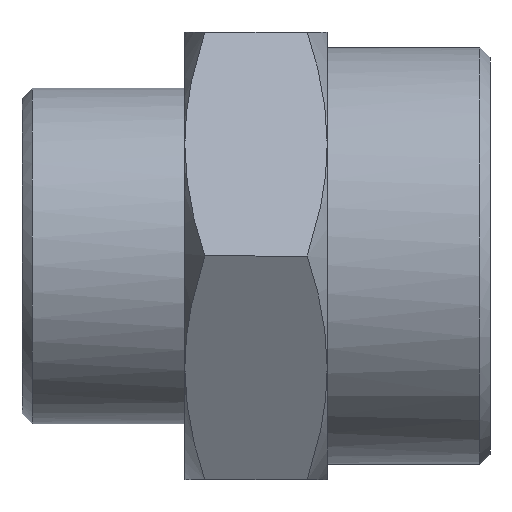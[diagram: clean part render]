
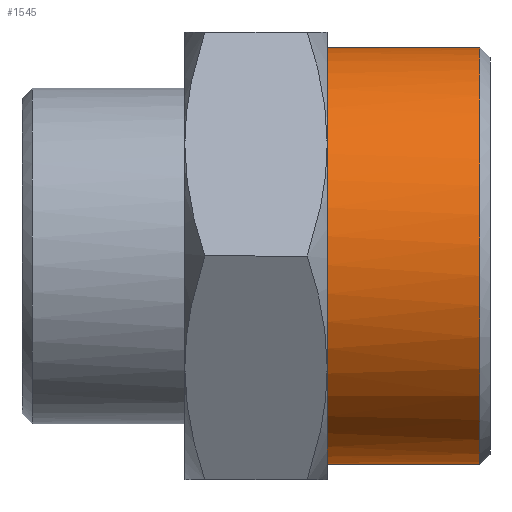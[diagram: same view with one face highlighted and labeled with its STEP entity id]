
A CAD part, left-side view. The second image highlights one B-rep face of the part: STEP entity #1545.
In plain terms, the highlighted free-form (B-spline) face has degree [1, 3] with [2, 4] control points.
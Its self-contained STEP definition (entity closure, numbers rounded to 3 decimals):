
#14 = VERTEX_POINT ( 'NONE', #806 ) ;
#60 = CARTESIAN_POINT ( 'NONE',  ( -10.184, 8., -1.34 ) ) ;
#67 = CARTESIAN_POINT ( 'NONE',  ( -9.727, 8., 3.301 ) ) ;
#77 = CARTESIAN_POINT ( 'NONE',  ( -0.673, 8., -10.25 ) ) ;
#130 = CARTESIAN_POINT ( 'NONE',  ( 0., 8., 10.25 ) ) ;
#137 = CARTESIAN_POINT ( 'NONE',  ( -20.5, 0.5, -10.25 ) ) ;
#215 = CARTESIAN_POINT ( 'NONE',  ( -8.896, 8., 5.135 ) ) ;
#217 = EDGE_CURVE ( 'NONE', #1021, #1284, #1091, .T. ) ;
#223 = CARTESIAN_POINT ( 'NONE',  ( -10.25, 8., 0.673 ) ) ;
#228 = ORIENTED_EDGE ( 'NONE', *, *, #1237, .T. ) ;
#242 = CARTESIAN_POINT ( 'NONE',  ( -1.34, 8., -10.184 ) ) ;
#293 = CARTESIAN_POINT ( 'NONE',  ( 0., 0.5, 10.25 ) ) ;
#371 = CARTESIAN_POINT ( 'NONE',  ( -8.896, 8., -5.135 ) ) ;
#400 = CARTESIAN_POINT ( 'NONE',  ( -6.254, 8., -8.149 ) ) ;
#419 = CARTESIAN_POINT ( 'NONE',  ( -20.5, 0.5, 10.25 ) ) ;
#442 = EDGE_LOOP ( 'NONE', ( #651, #1539, #228, #1921 ) ) ;
#461 = B_SPLINE_CURVE_WITH_KNOTS ( 'NONE', 3,
 ( #1727, #77, #242, #754, #1888, #1218, #1882, #400, #920, #2042, #854, #371, #510, #1660, #1041, #60, #1192, #223, #863, #1166, #67, #1989, #215, #1005, #687, #887, #1022, #1677, #1852, #1480, #2016, #1858, #681, #1500 ),
 .UNSPECIFIED., .F., .F.,
 ( 4, 2, 2, 2, 2, 2, 2, 2, 2, 2, 2, 2, 2, 2, 2, 2, 4 ),
 ( 0., 0.196, 0.393, 0.589, 0.785, 0.982, 1.178, 1.374, 1.571, 1.767, 1.963, 2.16, 2.356, 2.553, 2.749, 2.945, 3.142 ),
 .UNSPECIFIED. ) ;
#510 = CARTESIAN_POINT ( 'NONE',  ( -9.212, 8., -4.544 ) ) ;
#525 = CARTESIAN_POINT ( 'NONE',  ( 0., 0.5, -10.25 ) ) ;
#561 = EDGE_CURVE ( 'NONE', #1021, #14, #461, .T. ) ;
#651 = ORIENTED_EDGE ( 'NONE', *, *, #561, .F. ) ;
#681 = CARTESIAN_POINT ( 'NONE',  ( -0.673, 8., 10.25 ) ) ;
#687 = CARTESIAN_POINT ( 'NONE',  ( -7.724, 8., 6.772 ) ) ;
#750 = CARTESIAN_POINT ( 'NONE',  ( 0., 0.5, -10.25 ) ) ;
#754 = CARTESIAN_POINT ( 'NONE',  ( -2.66, 8., -9.922 ) ) ;
#759 = CARTESIAN_POINT ( 'NONE',  ( 0., 0.5, 10.25 ) ) ;
#806 = CARTESIAN_POINT ( 'NONE',  ( 0., 8., 10.25 ) ) ;
#854 = CARTESIAN_POINT ( 'NONE',  ( -8.149, 8., -6.254 ) ) ;
#863 = CARTESIAN_POINT ( 'NONE',  ( -10.184, 8., 1.34 ) ) ;
#887 = CARTESIAN_POINT ( 'NONE',  ( -6.772, 8., 7.724 ) ) ;
#917 = FACE_OUTER_BOUND ( 'NONE', #442, .T. ) ;
#920 = CARTESIAN_POINT ( 'NONE',  ( -6.772, 8., -7.724 ) ) ;
#930 = CARTESIAN_POINT ( 'NONE',  ( -20.5, 0.5, -10.25 ) ) ;
#1005 = CARTESIAN_POINT ( 'NONE',  ( -8.149, 8., 6.254 ) ) ;
#1017 =( BOUNDED_CURVE ( )  B_SPLINE_CURVE ( 3, ( #1565, #930, #419, #759 ),
 .UNSPECIFIED., .F., .T. ) 
 B_SPLINE_CURVE_WITH_KNOTS ( ( 4, 4 ),
 ( -3.142, 0. ),
 .UNSPECIFIED. ) 
 CURVE ( )  GEOMETRIC_REPRESENTATION_ITEM ( )  RATIONAL_B_SPLINE_CURVE ( ( 1., 0.333, 0.333, 1. ) ) 
 REPRESENTATION_ITEM ( '' )  );
#1021 = VERTEX_POINT ( 'NONE', #1965 ) ;
#1022 = CARTESIAN_POINT ( 'NONE',  ( -6.254, 8., 8.149 ) ) ;
#1041 = CARTESIAN_POINT ( 'NONE',  ( -9.922, 8., -2.66 ) ) ;
#1055 = VERTEX_POINT ( 'NONE', #1187 ) ;
#1056 =( BOUNDED_SURFACE ( )  B_SPLINE_SURFACE ( 1, 3, ( 
 ( #130, #1777, #1273, #1124 ),
 ( #293, #1432, #137, #1607 ) ),
 .UNSPECIFIED., .F., .F., .F. ) 
 B_SPLINE_SURFACE_WITH_KNOTS ( ( 2, 2 ),
 ( 4, 4 ),
 ( 0., 1. ),
 ( 0., 1. ),
 .UNSPECIFIED. ) 
 GEOMETRIC_REPRESENTATION_ITEM ( )  RATIONAL_B_SPLINE_SURFACE ( (
 ( 1., 0.333, 0.333, 1.),
 ( 1., 0.333, 0.333, 1.) ) ) 
 REPRESENTATION_ITEM ( '' )  SURFACE ( )  );
#1091 = B_SPLINE_CURVE_WITH_KNOTS ( 'NONE', 1,
 ( #2048, #750 ),
 .UNSPECIFIED., .F., .F.,
 ( 2, 2 ),
 ( -1., 0. ),
 .UNSPECIFIED. ) ;
#1124 = CARTESIAN_POINT ( 'NONE',  ( 0., 8., -10.25 ) ) ;
#1166 = CARTESIAN_POINT ( 'NONE',  ( -9.922, 8., 2.66 ) ) ;
#1177 = B_SPLINE_CURVE_WITH_KNOTS ( 'NONE', 1,
 ( #1203, #1706 ),
 .UNSPECIFIED., .F., .F.,
 ( 2, 2 ),
 ( -1., 0. ),
 .UNSPECIFIED. ) ;
#1187 = CARTESIAN_POINT ( 'NONE',  ( 0., 0.5, 10.25 ) ) ;
#1192 = CARTESIAN_POINT ( 'NONE',  ( -10.25, 8., -0.673 ) ) ;
#1203 = CARTESIAN_POINT ( 'NONE',  ( 0., 0.5, 10.25 ) ) ;
#1218 = CARTESIAN_POINT ( 'NONE',  ( -4.544, 8., -9.212 ) ) ;
#1237 = EDGE_CURVE ( 'NONE', #1284, #1055, #1017, .T. ) ;
#1273 = CARTESIAN_POINT ( 'NONE',  ( -20.5, 8., -10.25 ) ) ;
#1284 = VERTEX_POINT ( 'NONE', #525 ) ;
#1432 = CARTESIAN_POINT ( 'NONE',  ( -20.5, 0.5, 10.25 ) ) ;
#1480 = CARTESIAN_POINT ( 'NONE',  ( -3.301, 8., 9.727 ) ) ;
#1500 = CARTESIAN_POINT ( 'NONE',  ( 0., 8., 10.25 ) ) ;
#1539 = ORIENTED_EDGE ( 'NONE', *, *, #217, .T. ) ;
#1545 = ADVANCED_FACE ( 'NONE', ( #917 ), #1056, .F. ) ;
#1565 = CARTESIAN_POINT ( 'NONE',  ( 0., 0.5, -10.25 ) ) ;
#1607 = CARTESIAN_POINT ( 'NONE',  ( 0., 0.5, -10.25 ) ) ;
#1660 = CARTESIAN_POINT ( 'NONE',  ( -9.727, 8., -3.301 ) ) ;
#1677 = CARTESIAN_POINT ( 'NONE',  ( -5.135, 8., 8.896 ) ) ;
#1706 = CARTESIAN_POINT ( 'NONE',  ( 0., 8., 10.25 ) ) ;
#1727 = CARTESIAN_POINT ( 'NONE',  ( 0., 8., -10.25 ) ) ;
#1777 = CARTESIAN_POINT ( 'NONE',  ( -20.5, 8., 10.25 ) ) ;
#1852 = CARTESIAN_POINT ( 'NONE',  ( -4.544, 8., 9.212 ) ) ;
#1858 = CARTESIAN_POINT ( 'NONE',  ( -1.34, 8., 10.184 ) ) ;
#1882 = CARTESIAN_POINT ( 'NONE',  ( -5.135, 8., -8.896 ) ) ;
#1888 = CARTESIAN_POINT ( 'NONE',  ( -3.301, 8., -9.727 ) ) ;
#1917 = EDGE_CURVE ( 'NONE', #1055, #14, #1177, .T. ) ;
#1921 = ORIENTED_EDGE ( 'NONE', *, *, #1917, .T. ) ;
#1965 = CARTESIAN_POINT ( 'NONE',  ( 0., 8., -10.25 ) ) ;
#1989 = CARTESIAN_POINT ( 'NONE',  ( -9.212, 8., 4.544 ) ) ;
#2016 = CARTESIAN_POINT ( 'NONE',  ( -2.66, 8., 9.922 ) ) ;
#2042 = CARTESIAN_POINT ( 'NONE',  ( -7.724, 8., -6.772 ) ) ;
#2048 = CARTESIAN_POINT ( 'NONE',  ( 0., 8., -10.25 ) ) ;
